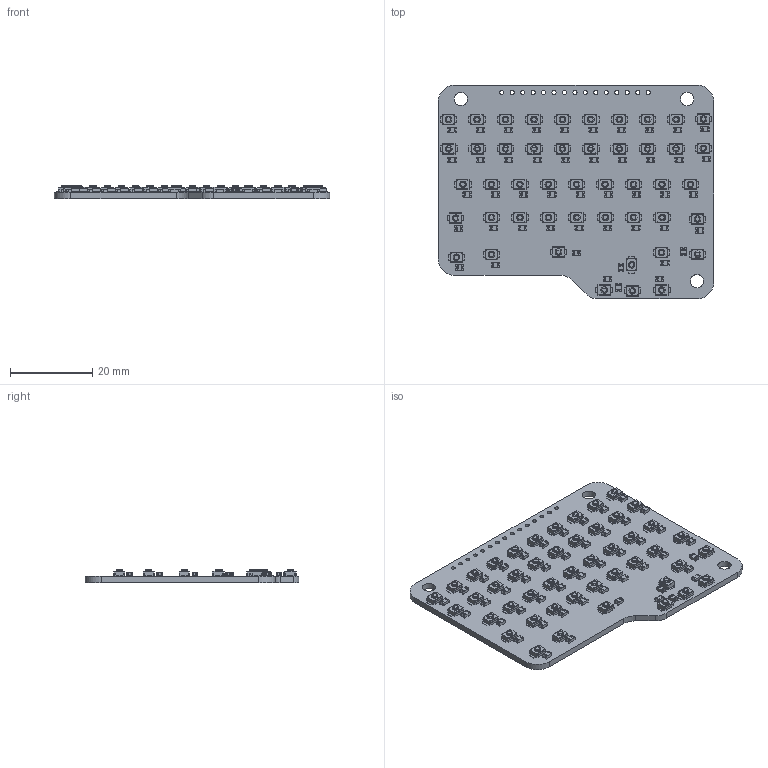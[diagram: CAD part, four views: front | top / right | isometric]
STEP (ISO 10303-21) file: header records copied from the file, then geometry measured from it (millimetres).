
FILE_DESCRIPTION(('KiCad electronic assembly'),'2;1');
FILE_NAME('Cooee_keyboard_68mm.step','2026-01-16T18:47:06',('Pcbnew'),( 'Kicad'),'Open CASCADE STEP processor 7.9','KiCad to STEP converter' ,'Unknown');
FILE_SCHEMA(('AUTOMOTIVE_DESIGN { 1 0 10303 214 1 1 1 1 }'));
Length unit declared in the file: millimetre
Products named in the file (4): Cooee_keyboard_68mm 1; D_0805_2012Metric; SW_SPST_B3U-1000P; Cooee_keyboard_68mm_PCB
Assembly tree (95 placements, depth 2):
  Cooee_keyboard_68mm 1
    D_0805_2012Metric  x47
    SW_SPST_B3U-1000P  x47
    Cooee_keyboard_68mm_PCB
Bounding box: 66.8 x 51.82 x 3.19 mm (x, y, z)
Volume: 5374.8 mm3; surface area: 9307 mm2
Topology: 95 solids, 95 shells, 5672 faces, 16399 edges, 10400 vertices
Faces by surface type: plane 4520, cylinder 1011, sphere 94, torus 47
Full cylindrical faces by diameter (mm): 1 x15, 1.6 x47, 3.2 x3
Entity records: 6863 total; most frequent: CARTESIAN_POINT 1019, DIRECTION 1008, ORIENTED_EDGE 878, EDGE_CURVE 435, LINE 342, VECTOR 342, AXIS2_PLACEMENT_3D 333, VERTEX_POINT 280
